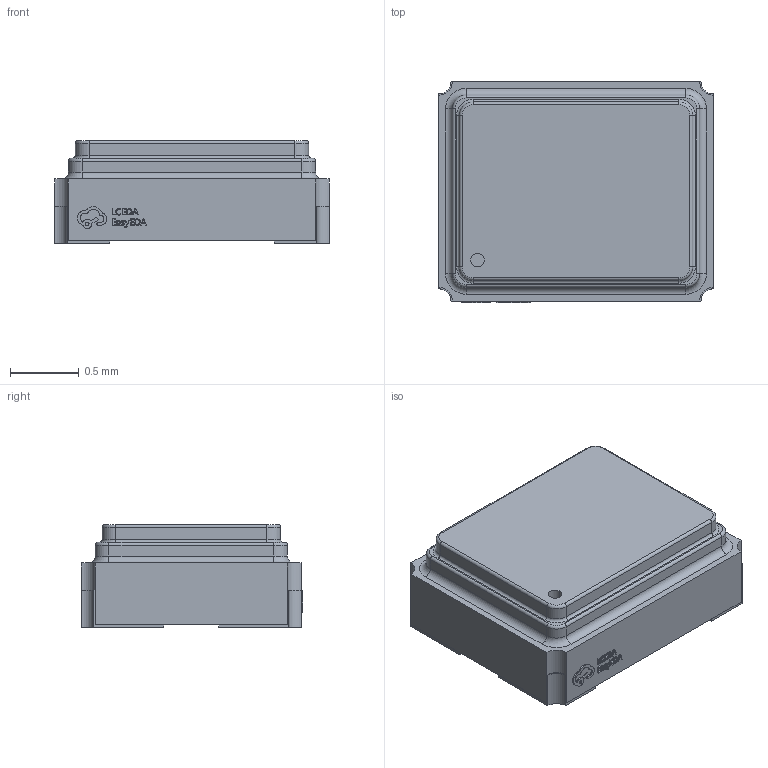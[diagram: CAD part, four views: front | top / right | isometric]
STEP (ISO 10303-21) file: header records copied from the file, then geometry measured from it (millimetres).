
FILE_DESCRIPTION (( 'STEP AP214' ), '1' );
FILE_NAME ('OSC-SMD_4P-L2.0-W1.6-BL_EPSON_TG-5006CJ-19H.STEP', '2022-07-10T12:50:46', ( '' ), ( '' ), 'SwSTEP 2.0', 'SolidWorks 2020', '' );
FILE_SCHEMA (( 'AUTOMOTIVE_DESIGN' ));
Length unit declared in the file: millimetre
Products named in the file (1): OSC-SMD_4P-L2.0-W1.6-BL_EPSON_TG-5006CJ-19H
Bounding box: 2 x 1.61 x 0.75 mm (x, y, z)
Volume: 1.6 mm3; surface area: 14.1 mm2
Topology: 5 solids, 5 shells, 345 faces, 904 edges, 592 vertices
Faces by surface type: plane 185, bspline 98, cylinder 46, torus 16
Entity records: 14905 total; most frequent: CARTESIAN_POINT 3148, ORIENTED_EDGE 1808, DIRECTION 1308, EDGE_CURVE 904, LINE 596, VECTOR 596, VERTEX_POINT 592, EDGE_LOOP 368
